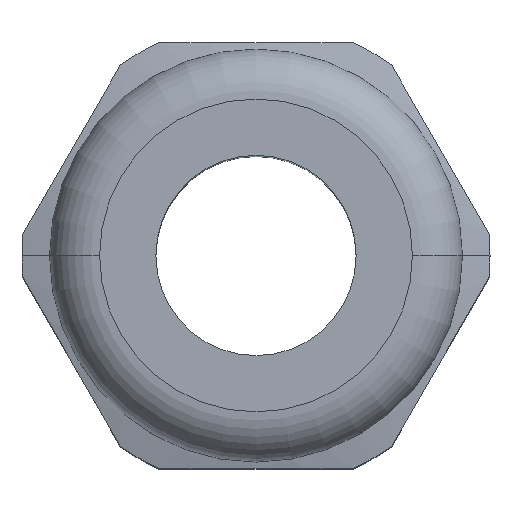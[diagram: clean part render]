
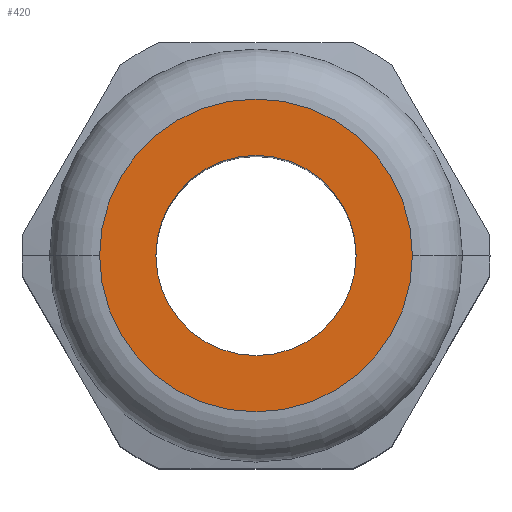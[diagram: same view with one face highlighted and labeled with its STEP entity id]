
A CAD part, top view. The second image highlights one B-rep face of the part: STEP entity #420.
In plain terms, the highlighted planar face has unit normal (0, 0, 1).
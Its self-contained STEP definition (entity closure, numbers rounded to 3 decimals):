
#67 = AXIS2_PLACEMENT_3D ( 'NONE', #1587, #1586, #1585 ) ;
#68 = FACE_OUTER_BOUND ( 'NONE', #634, .T. ) ;
#129 = EDGE_CURVE ( 'NONE', #1016, #1020, #474, .T. ) ;
#156 = EDGE_CURVE ( 'NONE', #1019, #1000, #463, .T. ) ;
#215 = DIRECTION ( 'NONE',  ( 1., 0., 0. ) ) ;
#216 = DIRECTION ( 'NONE',  ( 0., 0., 1. ) ) ;
#217 = CARTESIAN_POINT ( 'NONE',  ( 0., 0., 26.2 ) ) ;
#347 = DIRECTION ( 'NONE',  ( 1., 0., 0. ) ) ;
#348 = DIRECTION ( 'NONE',  ( 0., 0., 1. ) ) ;
#349 = CARTESIAN_POINT ( 'NONE',  ( 0., 0., 26.2 ) ) ;
#420 = ADVANCED_FACE ( 'NONE', ( #1635, #68 ), #1588, .T. ) ;
#432 = CIRCLE ( 'NONE', #579, 6.25 ) ;
#450 = CIRCLE ( 'NONE', #841, 4. ) ;
#463 = CIRCLE ( 'NONE', #829, 6.25 ) ;
#474 = CIRCLE ( 'NONE', #1154, 4. ) ;
#521 = EDGE_CURVE ( 'NONE', #1020, #1016, #450, .T. ) ;
#564 = EDGE_CURVE ( 'NONE', #1000, #1019, #432, .T. ) ;
#579 = AXIS2_PLACEMENT_3D ( 'NONE', #1307, #1308, #1309 ) ;
#633 = EDGE_LOOP ( 'NONE', ( #744, #742 ) ) ;
#634 = EDGE_LOOP ( 'NONE', ( #741, #740 ) ) ;
#740 = ORIENTED_EDGE ( 'NONE', *, *, #156, .T. ) ;
#741 = ORIENTED_EDGE ( 'NONE', *, *, #564, .T. ) ;
#742 = ORIENTED_EDGE ( 'NONE', *, *, #521, .F. ) ;
#744 = ORIENTED_EDGE ( 'NONE', *, *, #129, .F. ) ;
#829 = AXIS2_PLACEMENT_3D ( 'NONE', #217, #216, #215 ) ;
#841 = AXIS2_PLACEMENT_3D ( 'NONE', #1520, #1510, #1509 ) ;
#1000 = VERTEX_POINT ( 'NONE', #1340 ) ;
#1016 = VERTEX_POINT ( 'NONE', #1356 ) ;
#1019 = VERTEX_POINT ( 'NONE', #1359 ) ;
#1020 = VERTEX_POINT ( 'NONE', #1360 ) ;
#1154 = AXIS2_PLACEMENT_3D ( 'NONE', #349, #348, #347 ) ;
#1307 = CARTESIAN_POINT ( 'NONE',  ( 0., 0., 26.2 ) ) ;
#1308 = DIRECTION ( 'NONE',  ( 0., 0., 1. ) ) ;
#1309 = DIRECTION ( 'NONE',  ( 1., 0., 0. ) ) ;
#1340 = CARTESIAN_POINT ( 'NONE',  ( 6.25, 0., 26.2 ) ) ;
#1356 = CARTESIAN_POINT ( 'NONE',  ( 4., 0., 26.2 ) ) ;
#1359 = CARTESIAN_POINT ( 'NONE',  ( -6.25, 0., 26.2 ) ) ;
#1360 = CARTESIAN_POINT ( 'NONE',  ( -4., 0., 26.2 ) ) ;
#1509 = DIRECTION ( 'NONE',  ( 1., 0., 0. ) ) ;
#1510 = DIRECTION ( 'NONE',  ( 0., 0., 1. ) ) ;
#1520 = CARTESIAN_POINT ( 'NONE',  ( 0., 0., 26.2 ) ) ;
#1585 = DIRECTION ( 'NONE',  ( 1., 0., 0. ) ) ;
#1586 = DIRECTION ( 'NONE',  ( 0., 0., 1. ) ) ;
#1587 = CARTESIAN_POINT ( 'NONE',  ( 0., 0., 26.2 ) ) ;
#1588 = PLANE ( 'NONE',  #67 ) ;
#1635 = FACE_BOUND ( 'NONE', #633, .T. ) ;
